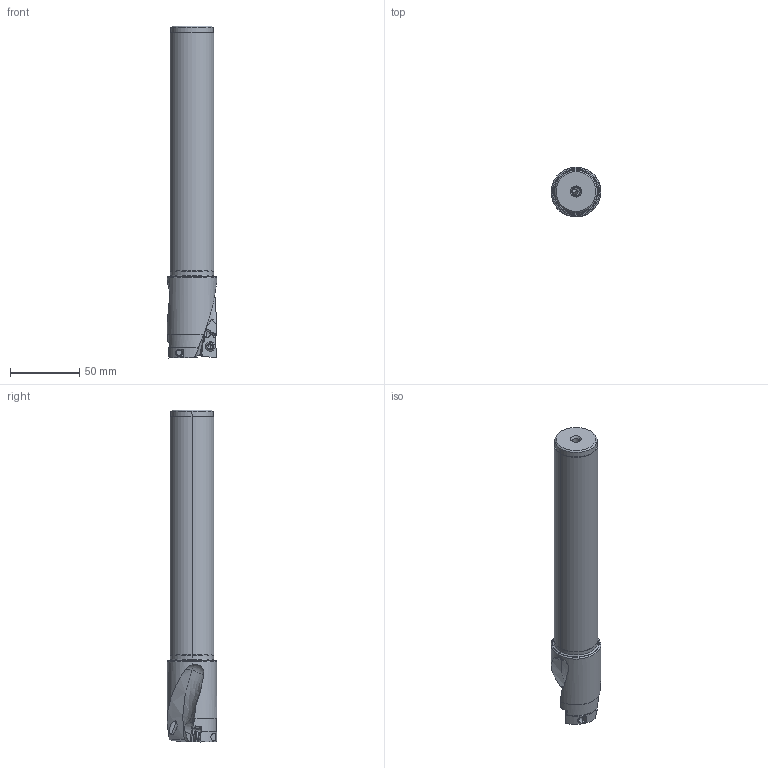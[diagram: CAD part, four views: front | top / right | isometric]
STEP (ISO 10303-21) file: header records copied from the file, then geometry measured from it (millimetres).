
FILE_DESCRIPTION(/* description */ (''),/* implementation_level */ '2;1');
FILE_NAME(/* name */ 'AQXUR242SA20L.stp',/* time_stamp */ '2021-09-08T11:42:23+09:00',/* author */ (''),/* organization */ (''),/* preprocessor_version */ 'ST-DEVELOPER v16',/* originating_system */ 'SIEMENS PLM Software NX 10.0',/* authorisation */ '');
FILE_SCHEMA (('AUTOMOTIVE_DESIGN { 1 0 10303 214 3 1 1 1 }'));
Length unit declared in the file: millimetre
Products named in the file (1): AQXUR242SA20L_ASM
Bounding box: 35.9 x 35.9 x 239.82 mm (x, y, z)
Volume: 179966.8 mm3; surface area: 31554.8 mm2
Topology: 3 solids, 3 shells, 203 faces, 581 edges, 395 vertices
Faces by surface type: cylinder 78, plane 67, cone 36, torus 12, sphere 6, bspline 4
Entity records: 9923 total; most frequent: CARTESIAN_POINT 4558, ORIENTED_EDGE 1146, DIRECTION 1056, EDGE_CURVE 573, AXIS2_PLACEMENT_3D 434, VERTEX_POINT 380, EDGE_LOOP 215, ADVANCED_FACE 203
